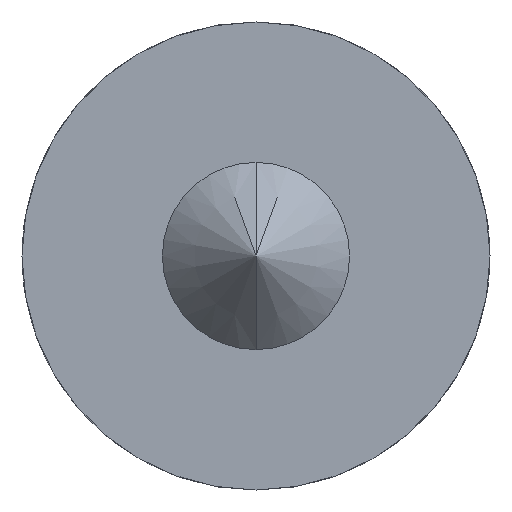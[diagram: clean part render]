
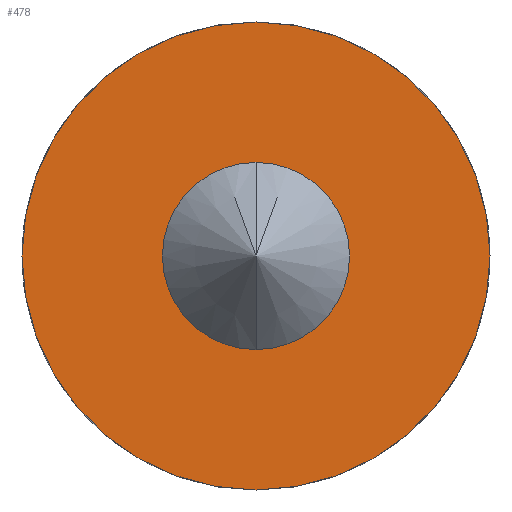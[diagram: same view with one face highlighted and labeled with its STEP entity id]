
A CAD part, front view. The second image highlights one B-rep face of the part: STEP entity #478.
In plain terms, the highlighted planar face has unit normal (0, -1, 0).
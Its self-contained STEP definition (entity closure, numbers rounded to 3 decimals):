
#36 = AXIS2_PLACEMENT_3D ( 'NONE', #321, #350, #347 ) ;
#48 = CIRCLE ( 'NONE', #75, 7.5 ) ;
#71 = CIRCLE ( 'NONE', #80, 7.5 ) ;
#75 = AXIS2_PLACEMENT_3D ( 'NONE', #319, #316, #315 ) ;
#77 = AXIS2_PLACEMENT_3D ( 'NONE', #302, #300, #298 ) ;
#80 = AXIS2_PLACEMENT_3D ( 'NONE', #334, #336, #337 ) ;
#86 = AXIS2_PLACEMENT_3D ( 'NONE', #416, #417, #420 ) ;
#87 = CIRCLE ( 'NONE', #77, 2. ) ;
#92 = CIRCLE ( 'NONE', #86, 2. ) ;
#123 = FACE_OUTER_BOUND ( 'NONE', #189, .T. ) ;
#124 = FACE_BOUND ( 'NONE', #193, .T. ) ;
#145 = ORIENTED_EDGE ( 'NONE', *, *, #493, .F. ) ;
#171 = VERTEX_POINT ( 'NONE', #389 ) ;
#184 = VERTEX_POINT ( 'NONE', #280 ) ;
#189 = EDGE_LOOP ( 'NONE', ( #216, #145 ) ) ;
#193 = EDGE_LOOP ( 'NONE', ( #236, #241 ) ) ;
#216 = ORIENTED_EDGE ( 'NONE', *, *, #475, .F. ) ;
#236 = ORIENTED_EDGE ( 'NONE', *, *, #498, .T. ) ;
#241 = ORIENTED_EDGE ( 'NONE', *, *, #507, .T. ) ;
#244 = VERTEX_POINT ( 'NONE', #290 ) ;
#245 = VERTEX_POINT ( 'NONE', #294 ) ;
#280 = CARTESIAN_POINT ( 'NONE',  ( 0., 0., -7.5 ) ) ;
#290 = CARTESIAN_POINT ( 'NONE',  ( 0., 0., 7.5 ) ) ;
#294 = CARTESIAN_POINT ( 'NONE',  ( 0., 0., 2. ) ) ;
#298 = DIRECTION ( 'NONE',  ( 0., 0., 1. ) ) ;
#300 = DIRECTION ( 'NONE',  ( 0., 1., 0. ) ) ;
#302 = CARTESIAN_POINT ( 'NONE',  ( 0., 0., 0. ) ) ;
#315 = DIRECTION ( 'NONE',  ( 0., 0., 1. ) ) ;
#316 = DIRECTION ( 'NONE',  ( 0., 1., 0. ) ) ;
#319 = CARTESIAN_POINT ( 'NONE',  ( 0., 0., 0. ) ) ;
#321 = CARTESIAN_POINT ( 'NONE',  ( 0., 0., 2. ) ) ;
#334 = CARTESIAN_POINT ( 'NONE',  ( 0., 0., 0. ) ) ;
#336 = DIRECTION ( 'NONE',  ( 0., 1., 0. ) ) ;
#337 = DIRECTION ( 'NONE',  ( 0., 0., 1. ) ) ;
#338 = PLANE ( 'NONE',  #36 ) ;
#347 = DIRECTION ( 'NONE',  ( 0., 0., -1. ) ) ;
#350 = DIRECTION ( 'NONE',  ( 0., -1., 0. ) ) ;
#389 = CARTESIAN_POINT ( 'NONE',  ( 0., 0., -2. ) ) ;
#416 = CARTESIAN_POINT ( 'NONE',  ( 0., 0., 0. ) ) ;
#417 = DIRECTION ( 'NONE',  ( 0., 1., 0. ) ) ;
#420 = DIRECTION ( 'NONE',  ( 0., 0., 1. ) ) ;
#475 = EDGE_CURVE ( 'NONE', #244, #184, #71, .T. ) ;
#478 = ADVANCED_FACE ( 'NONE', ( #124, #123 ), #338, .T. ) ;
#493 = EDGE_CURVE ( 'NONE', #184, #244, #48, .T. ) ;
#498 = EDGE_CURVE ( 'NONE', #245, #171, #87, .T. ) ;
#507 = EDGE_CURVE ( 'NONE', #171, #245, #92, .T. ) ;
